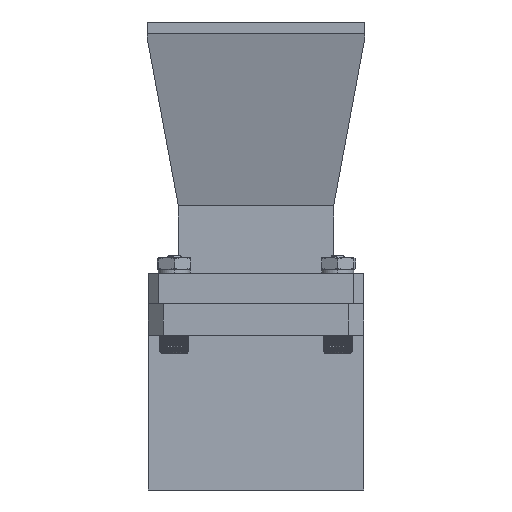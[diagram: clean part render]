
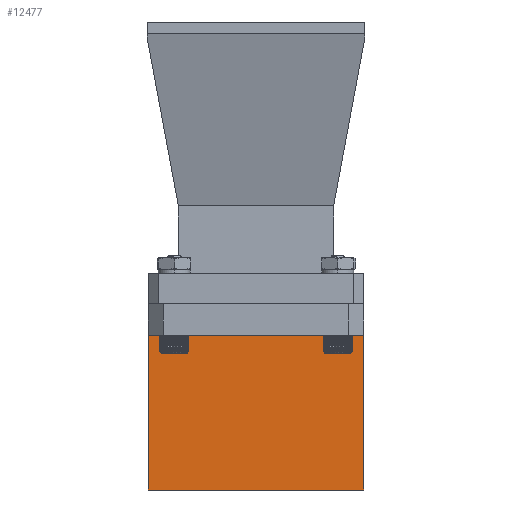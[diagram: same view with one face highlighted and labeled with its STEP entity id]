
A CAD part, front view. The second image highlights one B-rep face of the part: STEP entity #12477.
In plain terms, the highlighted face is planar.
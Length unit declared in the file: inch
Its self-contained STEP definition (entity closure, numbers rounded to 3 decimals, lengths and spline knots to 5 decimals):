
#305 = PLANE ( 'NONE',  #14440 ) ;
#1858 = CARTESIAN_POINT ( 'NONE',  ( -0.844, 0.32182, 0.25 ) ) ;
#1926 = VECTOR ( 'NONE', #12509, 39.37008 ) ;
#2046 = CARTESIAN_POINT ( 'NONE',  ( 0.844, 0.32182, 0.25 ) ) ;
#2665 = EDGE_CURVE ( 'NONE', #8627, #10817, #7886, .T. ) ;
#4047 = CARTESIAN_POINT ( 'NONE',  ( 0.844, 0.32182, 1.46063 ) ) ;
#4169 = CARTESIAN_POINT ( 'NONE',  ( -0.844, 0.32182, 1.46063 ) ) ;
#4959 = EDGE_CURVE ( 'NONE', #17348, #17528, #19795, .T. ) ;
#5278 = ORIENTED_EDGE ( 'NONE', *, *, #2665, .T. ) ;
#5851 = DIRECTION ( 'NONE',  ( -1., 0., 0. ) ) ;
#6607 = FACE_OUTER_BOUND ( 'NONE', #8080, .T. ) ;
#6709 = LINE ( 'NONE', #1858, #7199 ) ;
#7199 = VECTOR ( 'NONE', #7858, 39.37008 ) ;
#7858 = DIRECTION ( 'NONE',  ( 0., 0., 1. ) ) ;
#7886 = LINE ( 'NONE', #10788, #1926 ) ;
#8080 = EDGE_LOOP ( 'NONE', ( #14332, #17737, #14570, #5278 ) ) ;
#8627 = VERTEX_POINT ( 'NONE', #13433 ) ;
#9632 = VECTOR ( 'NONE', #5851, 39.37008 ) ;
#10788 = CARTESIAN_POINT ( 'NONE',  ( 0.844, 0.32182, 0.25 ) ) ;
#10817 = VERTEX_POINT ( 'NONE', #19366 ) ;
#11244 = EDGE_CURVE ( 'NONE', #10817, #17528, #6709, .T. ) ;
#11527 = LINE ( 'NONE', #17740, #19341 ) ;
#12477 = ADVANCED_FACE ( 'NONE', ( #6607 ), #305, .F. ) ;
#12509 = DIRECTION ( 'NONE',  ( -1., 0., 0. ) ) ;
#12855 = CARTESIAN_POINT ( 'NONE',  ( 0.844, 0.32182, 1.46063 ) ) ;
#13167 = DIRECTION ( 'NONE',  ( 0., 0., 1. ) ) ;
#13433 = CARTESIAN_POINT ( 'NONE',  ( 0.844, 0.32182, 0.25 ) ) ;
#14113 = DIRECTION ( 'NONE',  ( 0., -1., 0. ) ) ;
#14332 = ORIENTED_EDGE ( 'NONE', *, *, #11244, .T. ) ;
#14440 = AXIS2_PLACEMENT_3D ( 'NONE', #2046, #14113, #17362 ) ;
#14570 = ORIENTED_EDGE ( 'NONE', *, *, #17393, .F. ) ;
#17348 = VERTEX_POINT ( 'NONE', #12855 ) ;
#17362 = DIRECTION ( 'NONE',  ( 0., 0., -1. ) ) ;
#17393 = EDGE_CURVE ( 'NONE', #8627, #17348, #11527, .T. ) ;
#17528 = VERTEX_POINT ( 'NONE', #4169 ) ;
#17737 = ORIENTED_EDGE ( 'NONE', *, *, #4959, .F. ) ;
#17740 = CARTESIAN_POINT ( 'NONE',  ( 0.844, 0.32182, 0.25 ) ) ;
#19341 = VECTOR ( 'NONE', #13167, 39.37008 ) ;
#19366 = CARTESIAN_POINT ( 'NONE',  ( -0.844, 0.32182, 0.25 ) ) ;
#19795 = LINE ( 'NONE', #4047, #9632 ) ;
